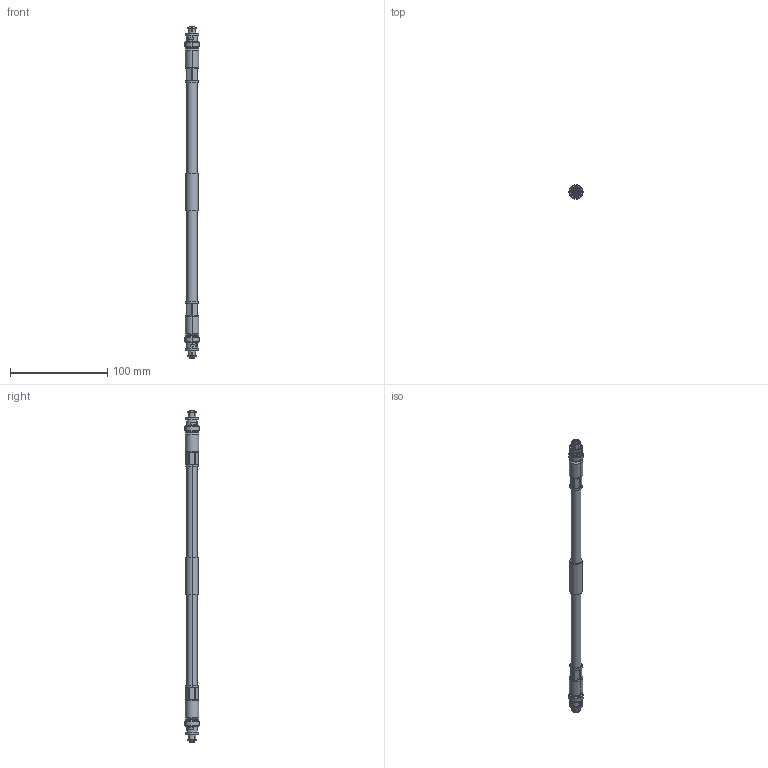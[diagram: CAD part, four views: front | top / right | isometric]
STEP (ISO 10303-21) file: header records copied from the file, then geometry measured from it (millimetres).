
FILE_DESCRIPTION (( 'STEP AP214' ), '1' );
FILE_NAME ('FMCA3141_3D.step', '2023-02-24T22:24:41', ( '' ), ( '' ), 'SwSTEP 2.0', 'SolidWorks 2022', '' );
FILE_SCHEMA (( 'AUTOMOTIVE_DESIGN' ));
Length unit declared in the file: inch
Products named in the file (9): FMCN45846; Copy of PE45846-4_FERRULE^FMCN45846; RG11AU^FMCA3141_RG11AU; FMCA3141_3D; Copy of PE45846-3_GASKET-O^FMCN45846; Copy of PE45846-2_CONTACT^FMCN45846; Copy of PE45846-1^FMCN45846
Assembly tree (11 placements, depth 3):
  FMCA3141_3D
    RG11AU^FMCA3141_RG11AU
    FMCN45846
      Copy of PE45846-1^FMCN45846
      Copy of PE45846-2_CONTACT^FMCN45846
      Copy of PE45846-3_GASKET-O^FMCN45846
      Copy of PE45846-4_FERRULE^FMCN45846
    FMCN45846
      Copy of PE45846-1^FMCN45846
      Copy of PE45846-2_CONTACT^FMCN45846
      Copy of PE45846-3_GASKET-O^FMCN45846
      Copy of PE45846-4_FERRULE^FMCN45846
Bounding box: 14.5 x 14.5 x 341 mm (x, y, z)
Volume: 33046.1 mm3; surface area: 19192.3 mm2
Topology: 9 solids, 9 shells, 422 faces, 1058 edges, 676 vertices
Faces by surface type: plane 176, cylinder 148, cone 70, torus 28
Entity records: 8490 total; most frequent: CARTESIAN_POINT 2163, DIRECTION 1268, ORIENTED_EDGE 1172, EDGE_CURVE 586, AXIS2_PLACEMENT_3D 511, VERTEX_POINT 376, CIRCLE 261, EDGE_LOOP 260
